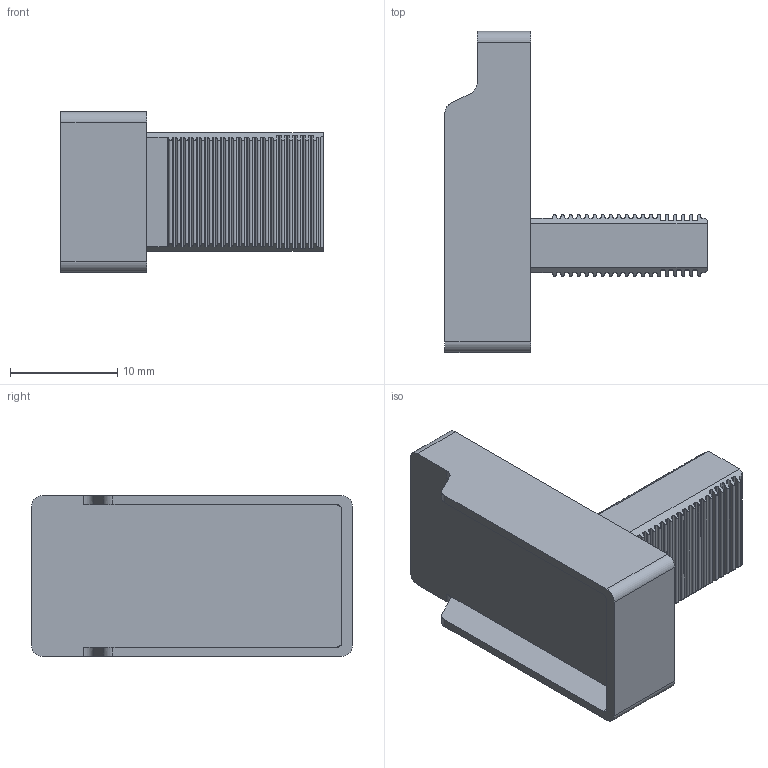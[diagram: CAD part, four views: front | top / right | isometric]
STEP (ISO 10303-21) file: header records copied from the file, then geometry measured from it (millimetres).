
FILE_DESCRIPTION(('SolidDesigner STEP Export'),'2;1');
FILE_NAME('3074075_pot_uw_25-select.stp','2009-10-21T 7:35:31',(''),(''),'CoCreate Modeling STEP processor for AP214 (Solid Model)','CoCreate Modeling 16.00A 16-Aug-2008 (C) Parametric Technology GmbH','');
FILE_SCHEMA(('AUTOMOTIVE_DESIGN { 1 0 10303 214 1 1 1 1 }'));
Length unit declared in the file: millimetre
Products named in the file (2): 3074075_pot_uw_25-select
Assembly tree (1 placements, depth 2):
  3074075_pot_uw_25-select
    3074075_pot_uw_25-select
Bounding box: 24.5 x 30 x 15 mm (x, y, z)
Volume: 3263.6 mm3; surface area: 2505.9 mm2
Topology: 1 solids, 1 shells, 266 faces, 786 edges, 524 vertices
Faces by surface type: plane 142, cylinder 124
Entity records: 11024 total; most frequent: ORIENTED_EDGE 1572, CARTESIAN_POINT 1559, DIRECTION 1540, EDGE_CURVE 786, VECTOR 530, LINE 530, VERTEX_POINT 524, AXIS2_PLACEMENT_3D 505
